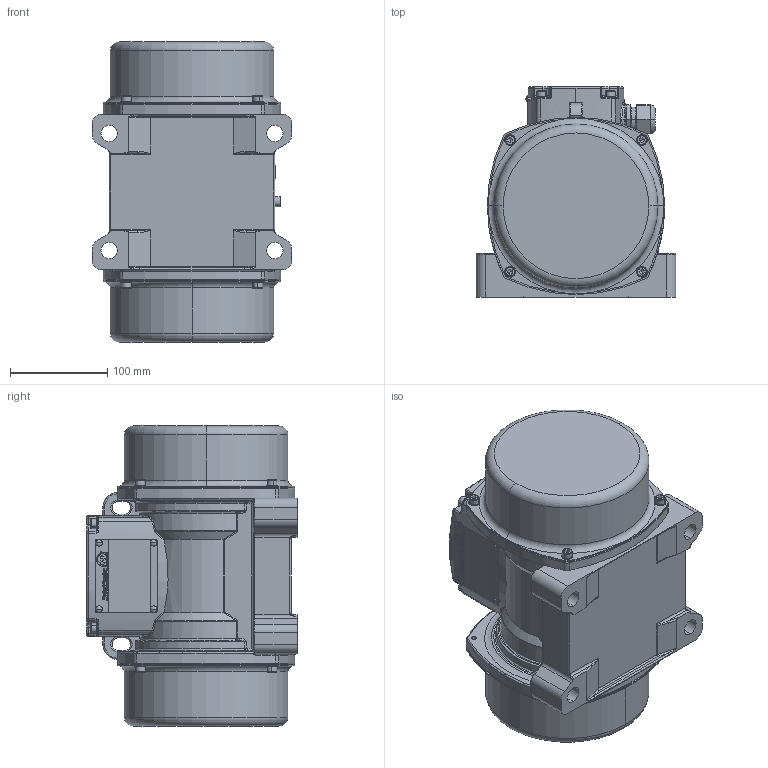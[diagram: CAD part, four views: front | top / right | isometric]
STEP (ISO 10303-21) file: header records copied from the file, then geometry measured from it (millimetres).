
FILE_DESCRIPTION (( 'STEP AP214' ), '1' );
FILE_NAME ('NED 601110 #03195010.STEP', '2021-07-08T14:47:33', ( '' ), ( '' ), 'SwSTEP 2.0', 'SolidWorks 2015', '' );
FILE_SCHEMA (( 'AUTOMOTIVE_DESIGN' ));
Length unit declared in the file: millimetre
Products named in the file (1): NED 601110 #03195010
Bounding box: 205 x 216 x 308 mm (x, y, z)
Volume: 6612756.9 mm3; surface area: 478601.1 mm2
Topology: 37 solids, 37 shells, 1918 faces, 5627 edges, 3567 vertices
Faces by surface type: plane 760, cylinder 445, bspline 395, torus 196, cone 78, sphere 44
Entity records: 76621 total; most frequent: CARTESIAN_POINT 28567, ORIENTED_EDGE 10516, DIRECTION 8687, EDGE_CURVE 5258, VERTEX_POINT 3567, AXIS2_PLACEMENT_3D 3145, VECTOR 2397, LINE 2397
